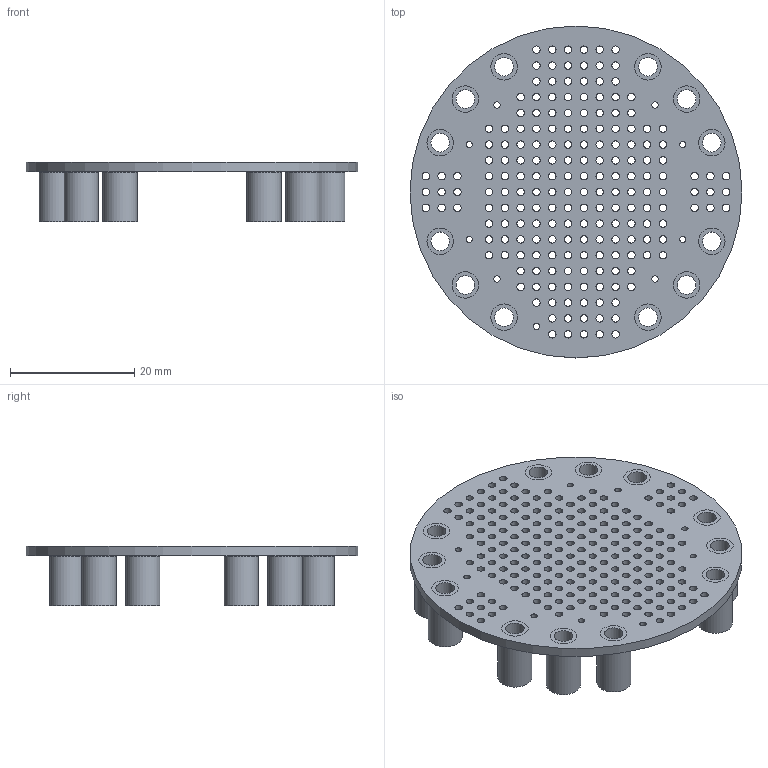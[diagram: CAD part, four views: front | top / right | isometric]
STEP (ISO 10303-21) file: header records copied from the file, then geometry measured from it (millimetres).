
FILE_DESCRIPTION(/* description */ (''),/* implementation_level */ '2;1');
FILE_NAME(/* name */ 'CPlay Proto Gizmo rev A v2.step',/* time_stamp */ '2022-05-19T14:27:27-04:00',/* author */ (''),/* organization */ (''),/* preprocessor_version */ 'ST-DEVELOPER v18.1',/* originating_system */ 'Autodesk Translation Framework v10.14.0.1471',/* authorisation */ '');
FILE_SCHEMA (('AUTOMOTIVE_DESIGN { 1 0 10303 214 3 1 1 }'));
Length unit declared in the file: millimetre
Products named in the file (4): CPlay Proto Gizmo rev A; PCB Component; Board; Component7
Assembly tree (3 placements, depth 3):
  CPlay Proto Gizmo rev A
    PCB Component
      Board
      Component7
Bounding box: 53.34 x 53.34 x 9.6 mm (x, y, z)
Volume: 4627.9 mm3; surface area: 8777.1 mm2
Topology: 13 solids, 13 shells, 288 faces, 750 edges, 500 vertices
Faces by surface type: cylinder 250, plane 38
Full cylindrical faces by diameter (mm): 1 x9, 1.2 x192, 3 x12, 4.25 x24, 5.5 x12, 53.34 x1
Entity records: 10371 total; most frequent: DIRECTION 1842, CARTESIAN_POINT 1546, ORIENTED_EDGE 1500, AXIS2_PLACEMENT_3D 796, EDGE_LOOP 750, EDGE_CURVE 750, CIRCLE 500, VERTEX_POINT 500
